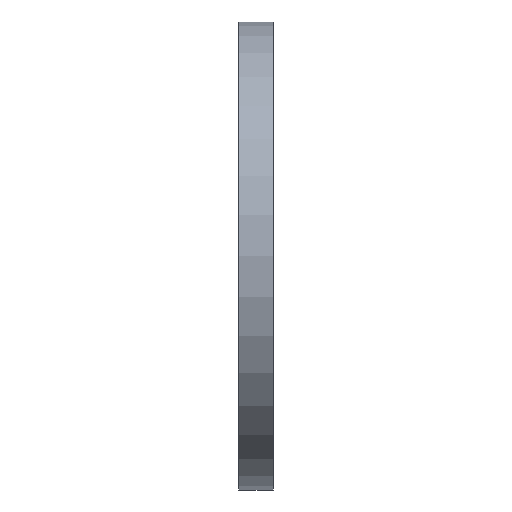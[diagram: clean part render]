
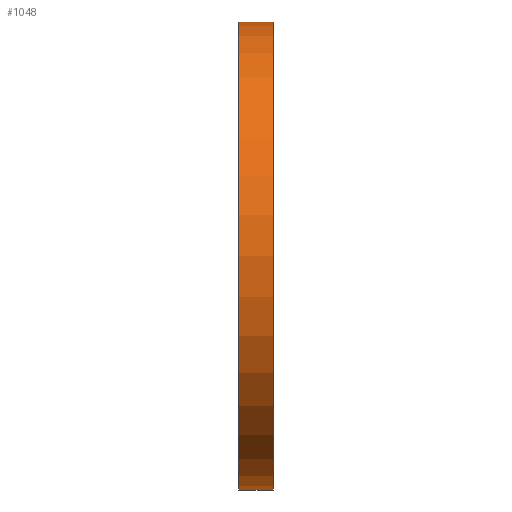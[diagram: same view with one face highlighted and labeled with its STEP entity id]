
A CAD part, front view. The second image highlights one B-rep face of the part: STEP entity #1048.
In plain terms, the highlighted cylindrical face has radius 825.5 mm (diameter 1651 mm), a partial arc.
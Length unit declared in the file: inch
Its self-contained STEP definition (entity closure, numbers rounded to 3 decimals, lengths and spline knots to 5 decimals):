
#95 = ORIENTED_EDGE ( 'NONE', *, *, #411, .F. ) ;
#112 = AXIS2_PLACEMENT_3D ( 'NONE', #1038, #115, #149 ) ;
#115 = DIRECTION ( 'NONE',  ( -1., 0., 0. ) ) ;
#132 = DIRECTION ( 'NONE',  ( -1., 0., 0. ) ) ;
#135 = EDGE_CURVE ( 'NONE', #863, #349, #168, .T. ) ;
#149 = DIRECTION ( 'NONE',  ( 0., 0., 1. ) ) ;
#155 = CARTESIAN_POINT ( 'NONE',  ( 0., 0., 32.5 ) ) ;
#168 = LINE ( 'NONE', #155, #1213 ) ;
#250 = CIRCLE ( 'NONE', #1187, 32.5 ) ;
#302 = DIRECTION ( 'NONE',  ( 0., 0., 1. ) ) ;
#316 = CYLINDRICAL_SURFACE ( 'NONE', #1163, 32.5 ) ;
#342 = DIRECTION ( 'NONE',  ( 0., 0., 1. ) ) ;
#349 = VERTEX_POINT ( 'NONE', #1529 ) ;
#411 = EDGE_CURVE ( 'NONE', #468, #349, #250, .T. ) ;
#422 = CIRCLE ( 'NONE', #112, 32.5 ) ;
#468 = VERTEX_POINT ( 'NONE', #1128 ) ;
#564 = ORIENTED_EDGE ( 'NONE', *, *, #1574, .T. ) ;
#569 = FACE_OUTER_BOUND ( 'NONE', #1159, .T. ) ;
#648 = LINE ( 'NONE', #1283, #1482 ) ;
#686 = ORIENTED_EDGE ( 'NONE', *, *, #925, .F. ) ;
#695 = CARTESIAN_POINT ( 'NONE',  ( 0., 0., 0. ) ) ;
#822 = CARTESIAN_POINT ( 'NONE',  ( 4.8125, 0., -32.5 ) ) ;
#834 = DIRECTION ( 'NONE',  ( -1., 0., 0. ) ) ;
#863 = VERTEX_POINT ( 'NONE', #1172 ) ;
#925 = EDGE_CURVE ( 'NONE', #990, #468, #648, .T. ) ;
#990 = VERTEX_POINT ( 'NONE', #822 ) ;
#1038 = CARTESIAN_POINT ( 'NONE',  ( 4.8125, 0., 0. ) ) ;
#1048 = ADVANCED_FACE ( 'NONE', ( #569 ), #316, .T. ) ;
#1073 = DIRECTION ( 'NONE',  ( -1., 0., 0. ) ) ;
#1128 = CARTESIAN_POINT ( 'NONE',  ( 0.0625, 0., -32.5 ) ) ;
#1159 = EDGE_LOOP ( 'NONE', ( #686, #564, #1487, #95 ) ) ;
#1163 = AXIS2_PLACEMENT_3D ( 'NONE', #695, #834, #342 ) ;
#1172 = CARTESIAN_POINT ( 'NONE',  ( 4.8125, 0., 32.5 ) ) ;
#1187 = AXIS2_PLACEMENT_3D ( 'NONE', #1448, #1073, #302 ) ;
#1213 = VECTOR ( 'NONE', #1307, 39.37008 ) ;
#1283 = CARTESIAN_POINT ( 'NONE',  ( 0., 0., -32.5 ) ) ;
#1307 = DIRECTION ( 'NONE',  ( -1., 0., 0. ) ) ;
#1448 = CARTESIAN_POINT ( 'NONE',  ( 0.0625, 0., 0. ) ) ;
#1482 = VECTOR ( 'NONE', #132, 39.37008 ) ;
#1487 = ORIENTED_EDGE ( 'NONE', *, *, #135, .T. ) ;
#1529 = CARTESIAN_POINT ( 'NONE',  ( 0.0625, 0., 32.5 ) ) ;
#1574 = EDGE_CURVE ( 'NONE', #990, #863, #422, .T. ) ;
